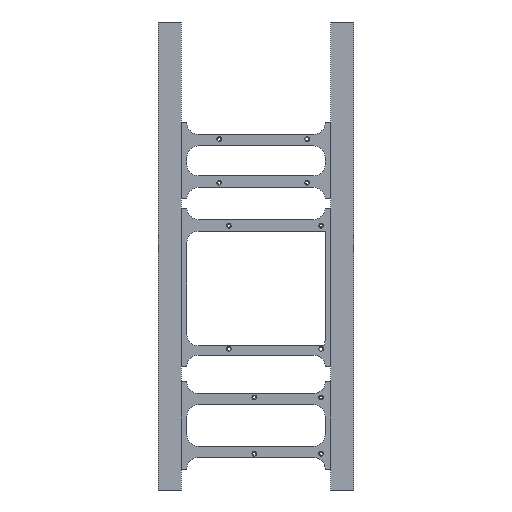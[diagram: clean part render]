
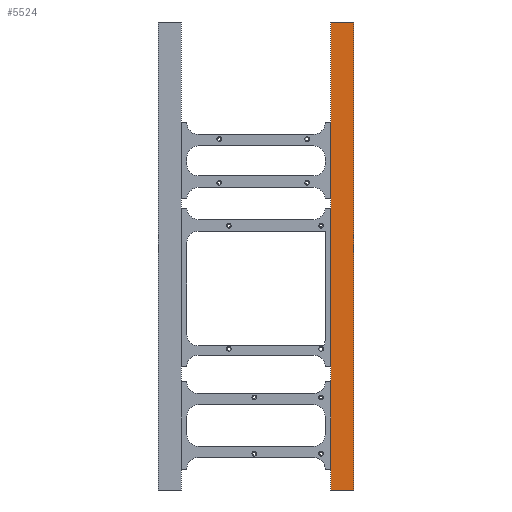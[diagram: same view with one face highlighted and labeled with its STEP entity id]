
A CAD part, front view. The second image highlights one B-rep face of the part: STEP entity #5524.
In plain terms, the highlighted planar face has unit normal (0, -1, 0).
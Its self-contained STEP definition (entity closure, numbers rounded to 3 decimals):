
#248=PLANE('',#6166);
#746=FACE_OUTER_BOUND('',#1110,.T.);
#1110=EDGE_LOOP('',(#5156,#5157,#5158,#5159));
#1527=LINE('',#10288,#1958);
#1531=LINE('',#10295,#1962);
#1534=LINE('',#10301,#1965);
#1536=LINE('',#10304,#1967);
#1958=VECTOR('',#7811,10.);
#1962=VECTOR('',#7817,10.);
#1965=VECTOR('',#7822,10.);
#1967=VECTOR('',#7826,10.);
#2756=VERTEX_POINT('',#10285);
#2757=VERTEX_POINT('',#10287);
#2759=VERTEX_POINT('',#10293);
#2761=VERTEX_POINT('',#10299);
#3554=EDGE_CURVE('',#2756,#2757,#1527,.T.);
#3558=EDGE_CURVE('',#2759,#2756,#1531,.T.);
#3561=EDGE_CURVE('',#2761,#2759,#1534,.T.);
#3563=EDGE_CURVE('',#2757,#2761,#1536,.T.);
#5156=ORIENTED_EDGE('',*,*,#3554,.F.);
#5157=ORIENTED_EDGE('',*,*,#3558,.F.);
#5158=ORIENTED_EDGE('',*,*,#3561,.F.);
#5159=ORIENTED_EDGE('',*,*,#3563,.F.);
#5524=ADVANCED_FACE('',(#746),#248,.T.);
#6166=AXIS2_PLACEMENT_3D('',#10305,#7827,#7828);
#7811=DIRECTION('',(-1.,0.,0.));
#7817=DIRECTION('',(0.,0.,-1.));
#7822=DIRECTION('',(1.,0.,0.));
#7826=DIRECTION('',(0.,0.,1.));
#7827=DIRECTION('center_axis',(0.,-1.,0.));
#7828=DIRECTION('ref_axis',(1.,0.,0.));
#10285=CARTESIAN_POINT('',(68.53,-16.6,-175.983));
#10287=CARTESIAN_POINT('',(48.53,-16.6,-175.983));
#10288=CARTESIAN_POINT('',(68.53,-16.6,-175.983));
#10293=CARTESIAN_POINT('',(68.53,-16.6,230.514));
#10295=CARTESIAN_POINT('',(68.53,-16.6,230.514));
#10299=CARTESIAN_POINT('',(48.53,-16.6,230.514));
#10301=CARTESIAN_POINT('',(48.53,-16.6,230.514));
#10304=CARTESIAN_POINT('',(48.53,-16.6,-175.983));
#10305=CARTESIAN_POINT('Origin',(58.53,-16.6,27.265));
